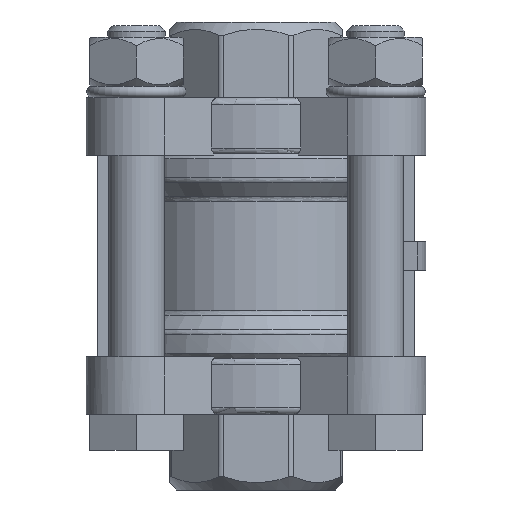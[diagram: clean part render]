
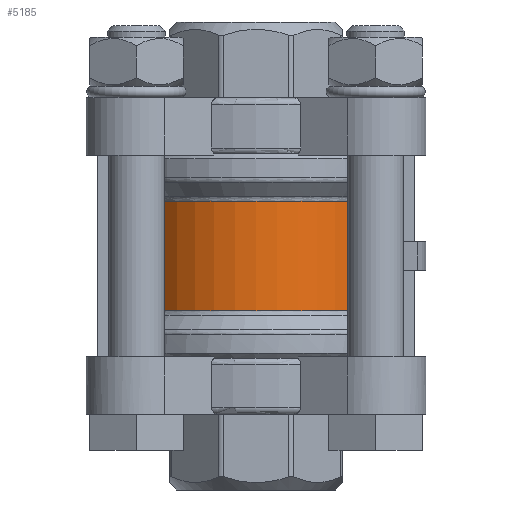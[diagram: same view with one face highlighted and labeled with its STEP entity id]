
A CAD part, front view. The second image highlights one B-rep face of the part: STEP entity #5185.
In plain terms, the highlighted cylindrical face has radius 17 mm (diameter 34 mm), a partial arc.
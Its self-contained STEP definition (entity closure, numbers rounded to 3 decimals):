
#110=CIRCLE('',#5560,17.);
#111=CIRCLE('',#5562,17.);
#112=CIRCLE('',#5563,17.);
#113=CIRCLE('',#5564,17.);
#313=CYLINDRICAL_SURFACE('',#5561,17.);
#393=B_SPLINE_CURVE_WITH_KNOTS('',3,(#7837,#7838,#7839,#7840,#7841),
 .UNSPECIFIED.,.F.,.F.,(4,1,4),(0.01,0.013,
0.016),.UNSPECIFIED.);
#394=B_SPLINE_CURVE_WITH_KNOTS('',3,(#7849,#7850,#7851,#7852,#7853),
 .UNSPECIFIED.,.F.,.F.,(4,1,4),(0.02,0.024,0.027),
 .UNSPECIFIED.);
#402=B_SPLINE_CURVE_WITH_KNOTS('',3,(#7890,#7891,#7892,#7893,#7894,#7895,
#7896),.UNSPECIFIED.,.F.,.F.,(4,1,1,1,4),(0.046,0.051,
0.055,0.059,0.064),.UNSPECIFIED.);
#741=ORIENTED_EDGE('',*,*,#2191,.F.);
#742=ORIENTED_EDGE('',*,*,#2211,.T.);
#743=ORIENTED_EDGE('',*,*,#2203,.F.);
#744=ORIENTED_EDGE('',*,*,#2212,.F.);
#745=ORIENTED_EDGE('',*,*,#2195,.F.);
#746=ORIENTED_EDGE('',*,*,#2213,.F.);
#747=ORIENTED_EDGE('',*,*,#2214,.F.);
#748=ORIENTED_EDGE('',*,*,#2215,.T.);
#2191=EDGE_CURVE('',#2925,#2926,#393,.T.);
#2195=EDGE_CURVE('',#2929,#2930,#394,.T.);
#2203=EDGE_CURVE('',#2937,#2938,#402,.T.);
#2211=EDGE_CURVE('',#2925,#2938,#110,.T.);
#2212=EDGE_CURVE('',#2930,#2937,#111,.T.);
#2213=EDGE_CURVE('',#2942,#2929,#112,.T.);
#2214=EDGE_CURVE('',#2943,#2942,#3437,.T.);
#2215=EDGE_CURVE('',#2943,#2926,#113,.T.);
#2925=VERTEX_POINT('',#7836);
#2926=VERTEX_POINT('',#7842);
#2929=VERTEX_POINT('',#7848);
#2930=VERTEX_POINT('',#7854);
#2937=VERTEX_POINT('',#7889);
#2938=VERTEX_POINT('',#7897);
#2942=VERTEX_POINT('',#7925);
#2943=VERTEX_POINT('',#7927);
#3437=LINE('',#7926,#3814);
#3814=VECTOR('',#6283,1000.);
#4134=EDGE_LOOP('',(#741,#742,#743,#744,#745,#746,#747,#748));
#4567=FACE_BOUND('',#4134,.T.);
#5185=ADVANCED_FACE('',(#4567),#313,.T.);
#5560=AXIS2_PLACEMENT_3D('',#7921,#6275,#6276);
#5561=AXIS2_PLACEMENT_3D('',#7922,#6277,#6278);
#5562=AXIS2_PLACEMENT_3D('',#7923,#6279,#6280);
#5563=AXIS2_PLACEMENT_3D('',#7924,#6281,#6282);
#5564=AXIS2_PLACEMENT_3D('',#7928,#6284,#6285);
#6275=DIRECTION('',(0.,0.,-1.));
#6276=DIRECTION('',(-1.,0.,0.));
#6277=DIRECTION('',(0.,0.,-1.));
#6278=DIRECTION('',(-1.,0.,0.));
#6279=DIRECTION('',(0.,0.,-1.));
#6280=DIRECTION('',(-1.,0.,0.));
#6281=DIRECTION('',(0.,0.,1.));
#6282=DIRECTION('',(1.,0.,0.));
#6283=DIRECTION('',(0.,0.,-1.));
#6284=DIRECTION('',(0.,0.,1.));
#6285=DIRECTION('',(1.,0.,0.));
#7836=CARTESIAN_POINT('',(8.44,14.757,7.588));
#7837=CARTESIAN_POINT('',(8.44,14.757,7.588));
#7838=CARTESIAN_POINT('',(9.129,14.363,6.822));
#7839=CARTESIAN_POINT('',(10.292,13.568,5.119));
#7840=CARTESIAN_POINT('',(10.981,12.98,3.069));
#7841=CARTESIAN_POINT('',(11.172,12.813,2.));
#7842=CARTESIAN_POINT('',(11.172,12.813,2.));
#7848=CARTESIAN_POINT('',(11.172,12.813,-2.));
#7849=CARTESIAN_POINT('',(11.172,12.813,-2.));
#7850=CARTESIAN_POINT('',(10.98,12.981,-3.072));
#7851=CARTESIAN_POINT('',(10.292,13.568,-5.117));
#7852=CARTESIAN_POINT('',(9.13,14.362,-6.821));
#7853=CARTESIAN_POINT('',(8.44,14.757,-7.588));
#7854=CARTESIAN_POINT('',(8.44,14.757,-7.588));
#7889=CARTESIAN_POINT('',(-8.44,14.757,-7.588));
#7890=CARTESIAN_POINT('',(-8.44,14.757,-7.588));
#7891=CARTESIAN_POINT('',(-9.334,14.245,-6.594));
#7892=CARTESIAN_POINT('',(-10.784,13.189,-4.291));
#7893=CARTESIAN_POINT('',(-11.633,12.39,-0.004));
#7894=CARTESIAN_POINT('',(-10.784,13.189,4.294));
#7895=CARTESIAN_POINT('',(-9.335,14.245,6.593));
#7896=CARTESIAN_POINT('',(-8.44,14.757,7.588));
#7897=CARTESIAN_POINT('',(-8.44,14.757,7.588));
#7921=CARTESIAN_POINT('',(0.,0.,7.588));
#7922=CARTESIAN_POINT('',(0.,0.,-32.5));
#7923=CARTESIAN_POINT('',(0.,0.,-7.588));
#7924=CARTESIAN_POINT('',(0.,0.,-2.));
#7925=CARTESIAN_POINT('',(16.51,4.054,-2.));
#7926=CARTESIAN_POINT('',(16.51,4.054,-32.5));
#7927=CARTESIAN_POINT('',(16.51,4.054,2.));
#7928=CARTESIAN_POINT('',(0.,0.,2.));
